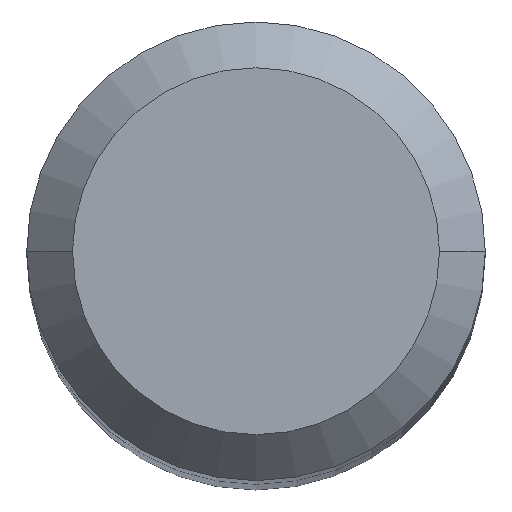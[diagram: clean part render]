
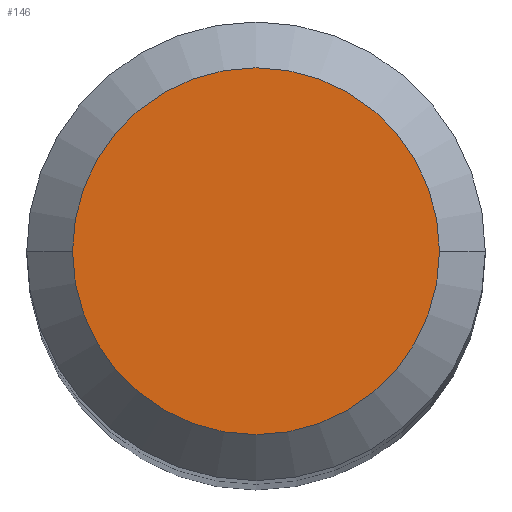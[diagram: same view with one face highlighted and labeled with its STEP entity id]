
A CAD part, top view. The second image highlights one B-rep face of the part: STEP entity #146.
In plain terms, the highlighted planar face has unit normal (0, 0, 1).
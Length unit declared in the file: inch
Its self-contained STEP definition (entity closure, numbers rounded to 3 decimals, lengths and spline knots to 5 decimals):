
#2 = VERTEX_POINT ( 'NONE', #388 ) ;
#26 = CARTESIAN_POINT ( 'NONE',  ( 0., 0., 0. ) ) ;
#29 = AXIS2_PLACEMENT_3D ( 'NONE', #26, #363, #111 ) ;
#39 = DIRECTION ( 'NONE',  ( 0., 0., 1. ) ) ;
#67 = PLANE ( 'NONE',  #29 ) ;
#81 = CIRCLE ( 'NONE', #357, 0.126 ) ;
#111 = DIRECTION ( 'NONE',  ( -1., 0., 0. ) ) ;
#140 = CARTESIAN_POINT ( 'NONE',  ( -0.126, 0., 0. ) ) ;
#146 = ADVANCED_FACE ( 'NONE', ( #435 ), #67, .F. ) ;
#163 = EDGE_CURVE ( 'NONE', #2, #239, #81, .T. ) ;
#195 = DIRECTION ( 'NONE',  ( 1., 0., 0. ) ) ;
#231 = CARTESIAN_POINT ( 'NONE',  ( 0., 0., 0. ) ) ;
#239 = VERTEX_POINT ( 'NONE', #140 ) ;
#253 = DIRECTION ( 'NONE',  ( 1., 0., 0. ) ) ;
#295 = DIRECTION ( 'NONE',  ( 0., 0., 1. ) ) ;
#357 = AXIS2_PLACEMENT_3D ( 'NONE', #474, #295, #253 ) ;
#363 = DIRECTION ( 'NONE',  ( 0., 0., -1. ) ) ;
#373 = ORIENTED_EDGE ( 'NONE', *, *, #404, .T. ) ;
#385 = EDGE_LOOP ( 'NONE', ( #373, #421 ) ) ;
#388 = CARTESIAN_POINT ( 'NONE',  ( 0.126, 0., 0. ) ) ;
#404 = EDGE_CURVE ( 'NONE', #239, #2, #488, .T. ) ;
#406 = AXIS2_PLACEMENT_3D ( 'NONE', #231, #39, #195 ) ;
#421 = ORIENTED_EDGE ( 'NONE', *, *, #163, .T. ) ;
#435 = FACE_OUTER_BOUND ( 'NONE', #385, .T. ) ;
#474 = CARTESIAN_POINT ( 'NONE',  ( 0., 0., 0. ) ) ;
#488 = CIRCLE ( 'NONE', #406, 0.126 ) ;
